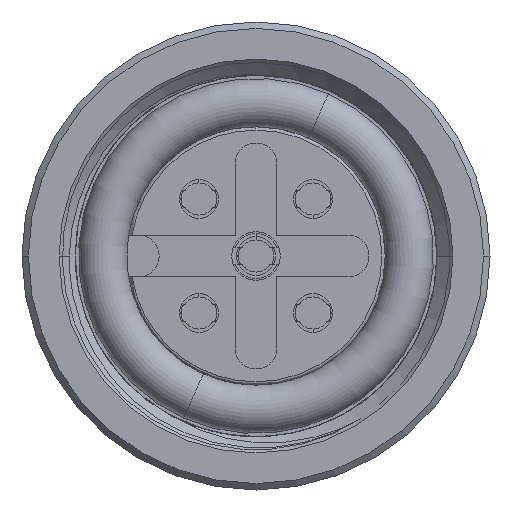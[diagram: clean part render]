
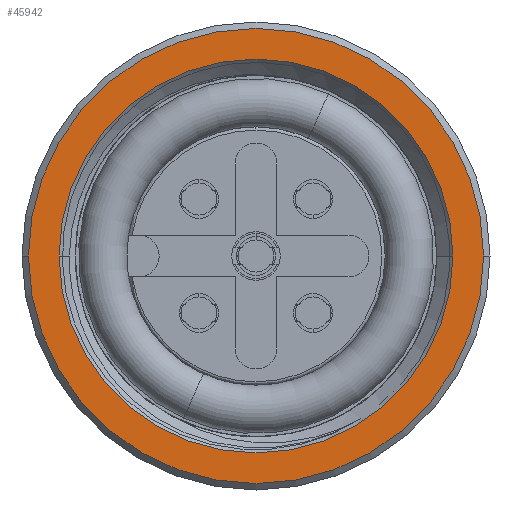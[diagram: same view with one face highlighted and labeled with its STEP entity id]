
A CAD part, left-side view. The second image highlights one B-rep face of the part: STEP entity #45942.
In plain terms, the highlighted face is planar.
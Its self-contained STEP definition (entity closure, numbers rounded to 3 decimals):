
#845 = DIRECTION ( 'NONE',  ( 0., 0., 1. ) ) ;
#2634 = DIRECTION ( 'NONE',  ( -1., 0., 0. ) ) ;
#2672 = CARTESIAN_POINT ( 'NONE',  ( 11., 0., -6.1 ) ) ;
#2718 = DIRECTION ( 'NONE',  ( -1., 0., 0. ) ) ;
#3543 = CIRCLE ( 'NONE', #9341, 7.05 ) ;
#5995 = FACE_BOUND ( 'NONE', #47306, .T. ) ;
#6508 = FACE_OUTER_BOUND ( 'NONE', #23350, .T. ) ;
#8966 = CARTESIAN_POINT ( 'NONE',  ( 11., 0., 0. ) ) ;
#9341 = AXIS2_PLACEMENT_3D ( 'NONE', #8966, #36925, #20879 ) ;
#9448 = AXIS2_PLACEMENT_3D ( 'NONE', #9886, #36547, #845 ) ;
#9867 = ORIENTED_EDGE ( 'NONE', *, *, #12987, .T. ) ;
#9886 = CARTESIAN_POINT ( 'NONE',  ( 11., 0., 0. ) ) ;
#10068 = CIRCLE ( 'NONE', #44770, 7.05 ) ;
#10118 = ORIENTED_EDGE ( 'NONE', *, *, #24216, .T. ) ;
#12987 = EDGE_CURVE ( 'NONE', #45082, #21347, #3543, .T. ) ;
#17809 = ORIENTED_EDGE ( 'NONE', *, *, #40079, .T. ) ;
#20431 = CARTESIAN_POINT ( 'NONE',  ( 11., 0., 0. ) ) ;
#20879 = DIRECTION ( 'NONE',  ( 0., 0., 1. ) ) ;
#21347 = VERTEX_POINT ( 'NONE', #27272 ) ;
#21378 = EDGE_CURVE ( 'NONE', #34575, #27827, #41342, .T. ) ;
#21785 = CARTESIAN_POINT ( 'NONE',  ( 11., 7.25, 0. ) ) ;
#23350 = EDGE_LOOP ( 'NONE', ( #9867, #10118 ) ) ;
#24216 = EDGE_CURVE ( 'NONE', #21347, #45082, #10068, .T. ) ;
#24232 = CARTESIAN_POINT ( 'NONE',  ( 11., 0., 7.05 ) ) ;
#24542 = DIRECTION ( 'NONE',  ( 0., 0., 1. ) ) ;
#27272 = CARTESIAN_POINT ( 'NONE',  ( 11., 0., -7.05 ) ) ;
#27827 = VERTEX_POINT ( 'NONE', #43138 ) ;
#29570 = PLANE ( 'NONE',  #50883 ) ;
#31785 = CIRCLE ( 'NONE', #9448, 6.1 ) ;
#33890 = ORIENTED_EDGE ( 'NONE', *, *, #21378, .T. ) ;
#34575 = VERTEX_POINT ( 'NONE', #2672 ) ;
#36547 = DIRECTION ( 'NONE',  ( -1., 0., 0. ) ) ;
#36925 = DIRECTION ( 'NONE',  ( 1., 0., 0. ) ) ;
#39570 = DIRECTION ( 'NONE',  ( 1., 0., 0. ) ) ;
#40079 = EDGE_CURVE ( 'NONE', #27827, #34575, #31785, .T. ) ;
#41342 = CIRCLE ( 'NONE', #50450, 6.1 ) ;
#41699 = DIRECTION ( 'NONE',  ( 0., 0., 1. ) ) ;
#42040 = CARTESIAN_POINT ( 'NONE',  ( 11., 0., 0. ) ) ;
#43138 = CARTESIAN_POINT ( 'NONE',  ( 11., 0., 6.1 ) ) ;
#44770 = AXIS2_PLACEMENT_3D ( 'NONE', #20431, #39570, #24542 ) ;
#45082 = VERTEX_POINT ( 'NONE', #24232 ) ;
#45942 = ADVANCED_FACE ( 'NONE', ( #6508, #5995 ), #29570, .F. ) ;
#47306 = EDGE_LOOP ( 'NONE', ( #33890, #17809 ) ) ;
#50091 = DIRECTION ( 'NONE',  ( 0., 0., 1. ) ) ;
#50450 = AXIS2_PLACEMENT_3D ( 'NONE', #42040, #2718, #50091 ) ;
#50883 = AXIS2_PLACEMENT_3D ( 'NONE', #21785, #2634, #41699 ) ;
